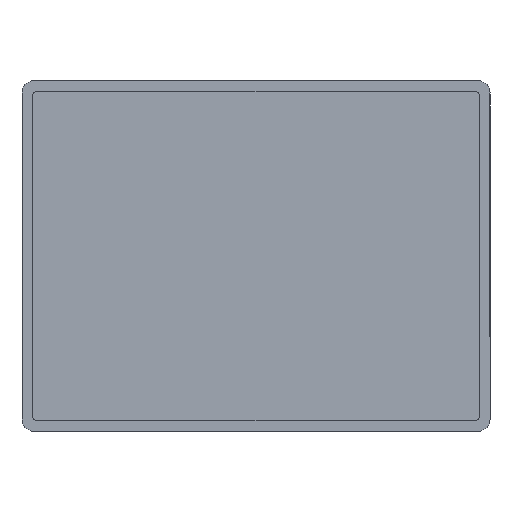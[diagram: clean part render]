
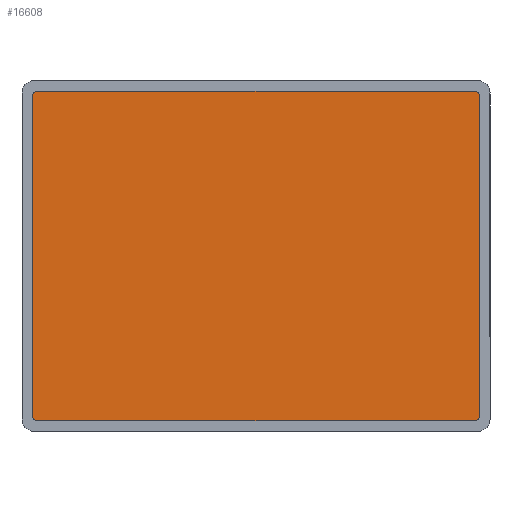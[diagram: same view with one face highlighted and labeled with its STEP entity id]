
A CAD part, front view. The second image highlights one B-rep face of the part: STEP entity #16608.
In plain terms, the highlighted planar face has unit normal (0, -1, 0).
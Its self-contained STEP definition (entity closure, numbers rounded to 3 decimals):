
#141 = CARTESIAN_POINT ( 'NONE',  ( -382., 0., -273. ) ) ;
#174 = LINE ( 'NONE', #4251, #25879 ) ;
#566 = ORIENTED_EDGE ( 'NONE', *, *, #24641, .F. ) ;
#994 = DIRECTION ( 'NONE',  ( 0., 0., 1. ) ) ;
#1233 = VERTEX_POINT ( 'NONE', #141 ) ;
#1674 = CARTESIAN_POINT ( 'NONE',  ( -373., 0., 282. ) ) ;
#1840 = VECTOR ( 'NONE', #14648, 1000. ) ;
#1881 = AXIS2_PLACEMENT_3D ( 'NONE', #8203, #16139, #14156 ) ;
#2259 = LINE ( 'NONE', #8439, #1840 ) ;
#2444 = EDGE_CURVE ( 'NONE', #8362, #19933, #2259, .T. ) ;
#3021 = EDGE_CURVE ( 'NONE', #11324, #9012, #21739, .T. ) ;
#4251 = CARTESIAN_POINT ( 'NONE',  ( 382., 0., 273. ) ) ;
#4799 = FACE_OUTER_BOUND ( 'NONE', #18892, .T. ) ;
#5862 = CARTESIAN_POINT ( 'NONE',  ( 373., 0., 273. ) ) ;
#6905 = VERTEX_POINT ( 'NONE', #19467 ) ;
#7751 = EDGE_CURVE ( 'NONE', #9012, #18828, #9248, .T. ) ;
#7863 = CARTESIAN_POINT ( 'NONE',  ( -373., 0., -282. ) ) ;
#8203 = CARTESIAN_POINT ( 'NONE',  ( -373., 0., -273. ) ) ;
#8362 = VERTEX_POINT ( 'NONE', #8987 ) ;
#8439 = CARTESIAN_POINT ( 'NONE',  ( -373., 0., -282. ) ) ;
#8891 = PLANE ( 'NONE',  #24250 ) ;
#8896 = CARTESIAN_POINT ( 'NONE',  ( -382., 0., 273. ) ) ;
#8982 = EDGE_CURVE ( 'NONE', #1233, #18385, #14071, .T. ) ;
#8987 = CARTESIAN_POINT ( 'NONE',  ( 373., 0., -282. ) ) ;
#9012 = VERTEX_POINT ( 'NONE', #25926 ) ;
#9127 = ORIENTED_EDGE ( 'NONE', *, *, #8982, .F. ) ;
#9248 = CIRCLE ( 'NONE', #11784, 9. ) ;
#9407 = DIRECTION ( 'NONE',  ( 0., 1., 0. ) ) ;
#9450 = DIRECTION ( 'NONE',  ( 0., 0., 1. ) ) ;
#9969 = DIRECTION ( 'NONE',  ( 0., 0., 1. ) ) ;
#10016 = CARTESIAN_POINT ( 'NONE',  ( -373., 0., 273. ) ) ;
#10330 = ORIENTED_EDGE ( 'NONE', *, *, #15661, .F. ) ;
#11148 = DIRECTION ( 'NONE',  ( 0., 1., 0. ) ) ;
#11324 = VERTEX_POINT ( 'NONE', #16073 ) ;
#11687 = ORIENTED_EDGE ( 'NONE', *, *, #2444, .F. ) ;
#11758 = ORIENTED_EDGE ( 'NONE', *, *, #3021, .F. ) ;
#11784 = AXIS2_PLACEMENT_3D ( 'NONE', #5862, #19479, #9450 ) ;
#12002 = CARTESIAN_POINT ( 'NONE',  ( 382., 0., 273. ) ) ;
#14071 = LINE ( 'NONE', #21854, #16054 ) ;
#14156 = DIRECTION ( 'NONE',  ( 0., 0., 1. ) ) ;
#14271 = AXIS2_PLACEMENT_3D ( 'NONE', #10016, #18072, #25854 ) ;
#14648 = DIRECTION ( 'NONE',  ( -1., 0., 0. ) ) ;
#14666 = ORIENTED_EDGE ( 'NONE', *, *, #7751, .F. ) ;
#14786 = VECTOR ( 'NONE', #19491, 1000. ) ;
#14817 = EDGE_CURVE ( 'NONE', #6905, #8362, #21224, .T. ) ;
#15661 = EDGE_CURVE ( 'NONE', #19933, #1233, #16192, .T. ) ;
#15666 = EDGE_CURVE ( 'NONE', #18828, #6905, #174, .T. ) ;
#15740 = AXIS2_PLACEMENT_3D ( 'NONE', #20667, #9407, #18691 ) ;
#16054 = VECTOR ( 'NONE', #9969, 1000. ) ;
#16073 = CARTESIAN_POINT ( 'NONE',  ( -373., 0., 282. ) ) ;
#16139 = DIRECTION ( 'NONE',  ( 0., 1., 0. ) ) ;
#16192 = CIRCLE ( 'NONE', #1881, 9. ) ;
#16608 = ADVANCED_FACE ( 'NONE', ( #4799 ), #8891, .F. ) ;
#16955 = CARTESIAN_POINT ( 'NONE',  ( -373., 0., -273. ) ) ;
#18072 = DIRECTION ( 'NONE',  ( 0., 1., 0. ) ) ;
#18347 = ORIENTED_EDGE ( 'NONE', *, *, #14817, .F. ) ;
#18385 = VERTEX_POINT ( 'NONE', #8896 ) ;
#18691 = DIRECTION ( 'NONE',  ( 0., 0., 1. ) ) ;
#18828 = VERTEX_POINT ( 'NONE', #12002 ) ;
#18892 = EDGE_LOOP ( 'NONE', ( #10330, #11687, #18347, #22216, #14666, #11758, #566, #9127 ) ) ;
#19467 = CARTESIAN_POINT ( 'NONE',  ( 382., 0., -273. ) ) ;
#19479 = DIRECTION ( 'NONE',  ( 0., 1., 0. ) ) ;
#19491 = DIRECTION ( 'NONE',  ( 1., 0., 0. ) ) ;
#19933 = VERTEX_POINT ( 'NONE', #7863 ) ;
#20667 = CARTESIAN_POINT ( 'NONE',  ( 373., 0., -273. ) ) ;
#21224 = CIRCLE ( 'NONE', #15740, 9. ) ;
#21739 = LINE ( 'NONE', #1674, #14786 ) ;
#21854 = CARTESIAN_POINT ( 'NONE',  ( -382., 0., 273. ) ) ;
#22216 = ORIENTED_EDGE ( 'NONE', *, *, #15666, .F. ) ;
#23927 = DIRECTION ( 'NONE',  ( 0., 0., -1. ) ) ;
#24250 = AXIS2_PLACEMENT_3D ( 'NONE', #16955, #11148, #994 ) ;
#24641 = EDGE_CURVE ( 'NONE', #18385, #11324, #25642, .T. ) ;
#25642 = CIRCLE ( 'NONE', #14271, 9. ) ;
#25854 = DIRECTION ( 'NONE',  ( 0., 0., 1. ) ) ;
#25879 = VECTOR ( 'NONE', #23927, 1000. ) ;
#25926 = CARTESIAN_POINT ( 'NONE',  ( 373., 0., 282. ) ) ;
